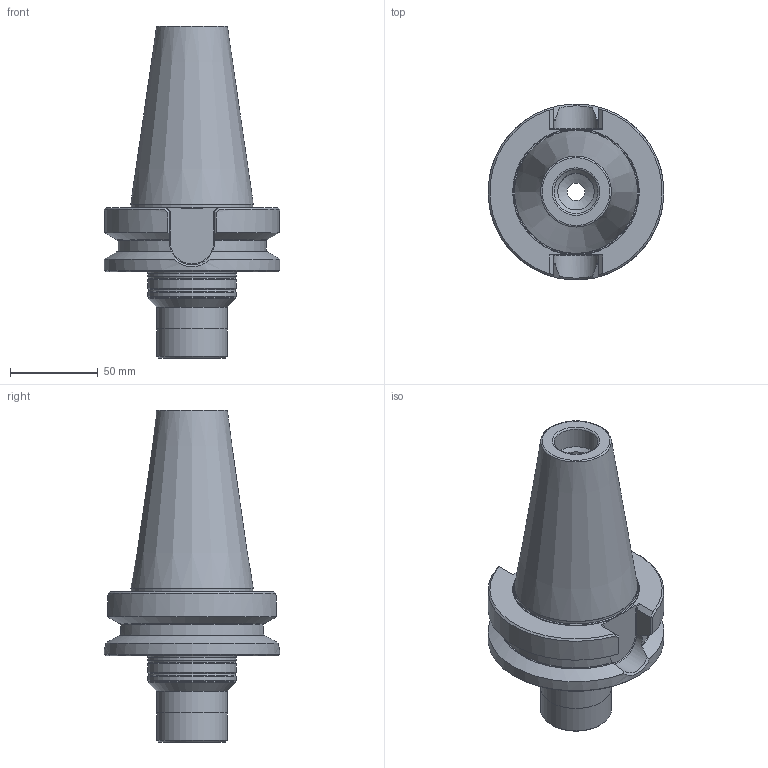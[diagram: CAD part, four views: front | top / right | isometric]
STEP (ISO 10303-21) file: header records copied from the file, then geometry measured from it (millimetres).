
FILE_DESCRIPTION(/* description */ (''),/* implementation_level */ '2;1');
FILE_NAME(/* name */ '415013256.stp',/* time_stamp */ '2021-01-08T12:37:58',/* author */ ('LRA'),/* organization */ ('REGO-FIX'),/* preprocessor_version */ ' Unknown',/* originating_system */ 'SIEMENS PLM Software Solid Edge ST10',/* authorization */ 'Unknown');
FILE_SCHEMA (('AUTOMOTIVE_DESIGN { 1 0 10303 214 2 1 1}'));
Length unit declared in the file: millimetre
Products named in the file (1): NOCUT
Bounding box: 100 x 100 x 188.8 mm (x, y, z)
Volume: 503165.4 mm3; surface area: 62785.4 mm2
Topology: 1 solids, 1 shells, 95 faces, 236 edges, 145 vertices
Faces by surface type: cylinder 27, cone 25, plane 24, torus 13, bspline 6
Full cylindrical faces by diameter (mm): 10.106 x1, 20.751 x1, 20.752 x1, 23.5 x1, 25 x1, 40 x2, 50 x1, 50.5 x3, 69.25 x1, 100 x1
Entity records: 3404 total; most frequent: CARTESIAN_POINT 723, DIRECTION 400, ORIENTED_EDGE 380, EDGE_CURVE 190, AXIS2_PLACEMENT_3D 173, VERTEX_POINT 136, EDGE_LOOP 136, FACE_BOUND 136
